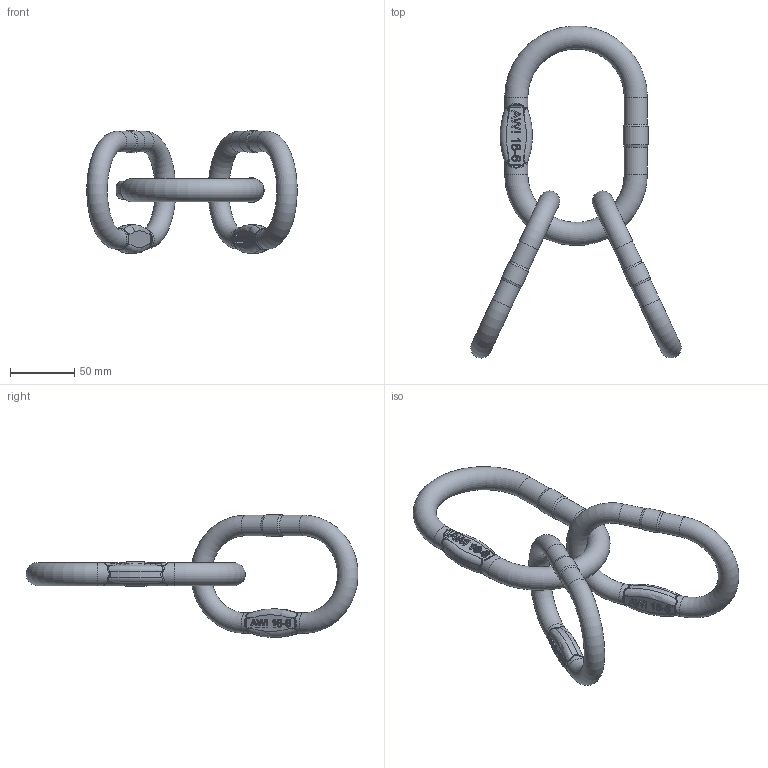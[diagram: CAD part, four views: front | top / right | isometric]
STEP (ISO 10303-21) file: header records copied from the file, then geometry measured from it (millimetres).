
FILE_DESCRIPTION(/* description */ (''),/* implementation_level */ '2;1');
FILE_NAME(/* name */ 'VAWI 7_8-6 Kundenmodell.stp',/* time_stamp */ '2015-10-19T16:14:51+02:00',/* author */ (''),/* organization */ (''),/* preprocessor_version */ 'ST-DEVELOPER v15',/* originating_system */ 'SIEMENS PLM Software NX 9.0',/* authorisation */ '');
FILE_SCHEMA (('AUTOMOTIVE_DESIGN { 1 0 10303 214 3 1 1 1 }'));
Length unit declared in the file: millimetre
Products named in the file (1): zer189C0F9Fgeiv
Bounding box: 163.71 x 258.42 x 95.8 mm (x, y, z)
Volume: 249431.3 mm3; surface area: 59488 mm2
Topology: 3 solids, 3 shells, 388 faces, 953 edges, 572 vertices
Faces by surface type: plane 144, bspline 96, extrusion 67, cylinder 57, torus 18, cone 6
Full cylindrical faces by diameter (mm): 16 x8, 17.2 x2, 18 x4, 19.35 x1
Entity records: 15446 total; most frequent: CARTESIAN_POINT 7639, ORIENTED_EDGE 1788, DIRECTION 1184, EDGE_CURVE 894, VERTEX_POINT 564, B_SPLINE_CURVE_WITH_KNOTS 464, EDGE_LOOP 446, VECTOR 396
